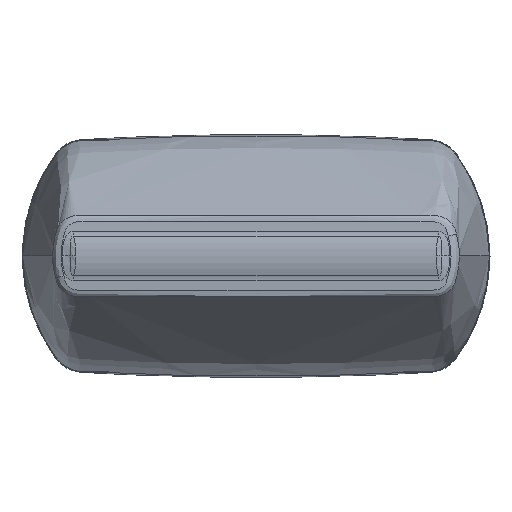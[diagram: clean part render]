
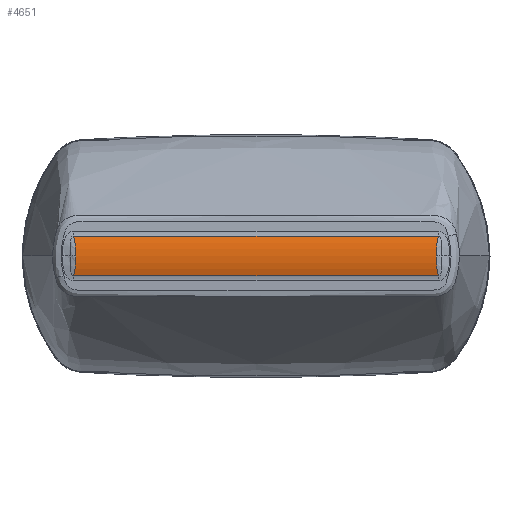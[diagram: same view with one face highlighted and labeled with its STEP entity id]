
A CAD part, front view. The second image highlights one B-rep face of the part: STEP entity #4651.
In plain terms, the highlighted cylindrical face has radius 7.5 mm (diameter 15 mm), a partial arc.
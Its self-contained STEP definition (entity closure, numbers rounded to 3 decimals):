
#390 = AXIS2_PLACEMENT_3D ( 'NONE', #17317, #11885, #7739 ) ;
#654 = CARTESIAN_POINT ( 'NONE',  ( -20.876, 17.499, 1.545 ) ) ;
#712 = CARTESIAN_POINT ( 'NONE',  ( 20.785, 17.619, 0.779 ) ) ;
#837 = DIRECTION ( 'NONE',  ( -1., 0., 0. ) ) ;
#1403 = VECTOR ( 'NONE', #6855, 1000. ) ;
#1434 = CARTESIAN_POINT ( 'NONE',  ( -21.033, 17.294, 2.283 ) ) ;
#1896 = ORIENTED_EDGE ( 'NONE', *, *, #5421, .T. ) ;
#1914 = CARTESIAN_POINT ( 'NONE',  ( 20.785, 17.619, -0.779 ) ) ;
#2050 = CARTESIAN_POINT ( 'NONE',  ( -21.033, 17.294, 2.283 ) ) ;
#2108 = CARTESIAN_POINT ( 'NONE',  ( 20.762, 17.65, 0. ) ) ;
#2797 = VERTEX_POINT ( 'NONE', #1434 ) ;
#3220 = CARTESIAN_POINT ( 'NONE',  ( -21.033, 17.294, -2.283 ) ) ;
#3311 = CARTESIAN_POINT ( 'NONE',  ( 20.945, 17.41, -1.921 ) ) ;
#3348 = CARTESIAN_POINT ( 'NONE',  ( -21.033, 17.294, -2.283 ) ) ;
#3453 = CARTESIAN_POINT ( 'NONE',  ( 21.033, 17.294, 2.283 ) ) ;
#3722 = B_SPLINE_CURVE_WITH_KNOTS ( 'NONE', 3,
 ( #3453, #17131, #8997, #712, #10408, #2108 ),
 .UNSPECIFIED., .F., .F.,
 ( 4, 2, 4 ),
 ( 0., 0.001, 0.003 ),
 .UNSPECIFIED. ) ;
#4165 = ORIENTED_EDGE ( 'NONE', *, *, #17593, .T. ) ;
#4499 = ORIENTED_EDGE ( 'NONE', *, *, #7314, .T. ) ;
#4606 = VECTOR ( 'NONE', #837, 1000. ) ;
#4651 = ADVANCED_FACE ( 'NONE', ( #17178 ), #5566, .T. ) ;
#5421 = EDGE_CURVE ( 'NONE', #2797, #15379, #14109, .T. ) ;
#5566 = CYLINDRICAL_SURFACE ( 'NONE', #390, 7.5 ) ;
#5971 = ORIENTED_EDGE ( 'NONE', *, *, #17702, .T. ) ;
#6112 = CARTESIAN_POINT ( 'NONE',  ( -20.876, 17.499, -1.545 ) ) ;
#6158 = CARTESIAN_POINT ( 'NONE',  ( -20.762, 17.65, 0. ) ) ;
#6182 = B_SPLINE_CURVE_WITH_KNOTS ( 'NONE', 3,
 ( #8803, #16993, #1914, #11572, #3311, #12931 ),
 .UNSPECIFIED., .F., .F.,
 ( 4, 2, 4 ),
 ( 0., 0.001, 0.002 ),
 .UNSPECIFIED. ) ;
#6801 = LINE ( 'NONE', #14557, #4606 ) ;
#6855 = DIRECTION ( 'NONE',  ( 1., 0., 0. ) ) ;
#7314 = EDGE_CURVE ( 'NONE', #10498, #14773, #12487, .T. ) ;
#7507 = CARTESIAN_POINT ( 'NONE',  ( -20.762, 17.65, -0.392 ) ) ;
#7549 = CARTESIAN_POINT ( 'NONE',  ( -20.762, 17.65, 0.392 ) ) ;
#7645 = EDGE_LOOP ( 'NONE', ( #4165, #1896, #5971, #17618, #13560, #4499 ) ) ;
#7739 = DIRECTION ( 'NONE',  ( 0., 0., -1. ) ) ;
#8803 = CARTESIAN_POINT ( 'NONE',  ( 20.762, 17.65, 0. ) ) ;
#8939 = CARTESIAN_POINT ( 'NONE',  ( -20.785, 17.619, 0.779 ) ) ;
#8997 = CARTESIAN_POINT ( 'NONE',  ( 20.876, 17.499, 1.545 ) ) ;
#9929 = VERTEX_POINT ( 'NONE', #16504 ) ;
#10243 = CARTESIAN_POINT ( 'NONE',  ( -20.945, 17.41, -1.921 ) ) ;
#10348 = CARTESIAN_POINT ( 'NONE',  ( -20.945, 17.41, 1.921 ) ) ;
#10408 = CARTESIAN_POINT ( 'NONE',  ( 20.762, 17.65, 0.392 ) ) ;
#10498 = VERTEX_POINT ( 'NONE', #3220 ) ;
#11072 = CARTESIAN_POINT ( 'NONE',  ( 21.033, 17.294, -2.283 ) ) ;
#11572 = CARTESIAN_POINT ( 'NONE',  ( 20.876, 17.499, -1.545 ) ) ;
#11855 = EDGE_CURVE ( 'NONE', #9929, #13504, #6182, .T. ) ;
#11885 = DIRECTION ( 'NONE',  ( 1., 0., 0. ) ) ;
#11996 = CARTESIAN_POINT ( 'NONE',  ( -20.762, 17.65, 0. ) ) ;
#12487 = B_SPLINE_CURVE_WITH_KNOTS ( 'NONE', 3,
 ( #3348, #10243, #6112, #15711, #7507, #17085 ),
 .UNSPECIFIED., .F., .F.,
 ( 4, 2, 4 ),
 ( 0., 0.001, 0.003 ),
 .UNSPECIFIED. ) ;
#12597 = CARTESIAN_POINT ( 'NONE',  ( 21.033, 17.294, 2.283 ) ) ;
#12931 = CARTESIAN_POINT ( 'NONE',  ( 21.033, 17.294, -2.283 ) ) ;
#13504 = VERTEX_POINT ( 'NONE', #11072 ) ;
#13560 = ORIENTED_EDGE ( 'NONE', *, *, #16680, .T. ) ;
#14109 = LINE ( 'NONE', #16445, #1403 ) ;
#14557 = CARTESIAN_POINT ( 'NONE',  ( -21.3, 17.294, -2.283 ) ) ;
#14773 = VERTEX_POINT ( 'NONE', #11996 ) ;
#15379 = VERTEX_POINT ( 'NONE', #12597 ) ;
#15711 = CARTESIAN_POINT ( 'NONE',  ( -20.785, 17.619, -0.779 ) ) ;
#16277 = B_SPLINE_CURVE_WITH_KNOTS ( 'NONE', 3,
 ( #6158, #7549, #8939, #654, #10348, #2050 ),
 .UNSPECIFIED., .F., .F.,
 ( 4, 2, 4 ),
 ( 0., 0.001, 0.002 ),
 .UNSPECIFIED. ) ;
#16445 = CARTESIAN_POINT ( 'NONE',  ( -21.3, 17.294, 2.283 ) ) ;
#16504 = CARTESIAN_POINT ( 'NONE',  ( 20.762, 17.65, 0. ) ) ;
#16680 = EDGE_CURVE ( 'NONE', #13504, #10498, #6801, .T. ) ;
#16993 = CARTESIAN_POINT ( 'NONE',  ( 20.762, 17.65, -0.392 ) ) ;
#17085 = CARTESIAN_POINT ( 'NONE',  ( -20.762, 17.65, 0. ) ) ;
#17131 = CARTESIAN_POINT ( 'NONE',  ( 20.945, 17.41, 1.921 ) ) ;
#17178 = FACE_OUTER_BOUND ( 'NONE', #7645, .T. ) ;
#17317 = CARTESIAN_POINT ( 'NONE',  ( -21.3, 10.15, 0. ) ) ;
#17593 = EDGE_CURVE ( 'NONE', #14773, #2797, #16277, .T. ) ;
#17618 = ORIENTED_EDGE ( 'NONE', *, *, #11855, .T. ) ;
#17702 = EDGE_CURVE ( 'NONE', #15379, #9929, #3722, .T. ) ;
